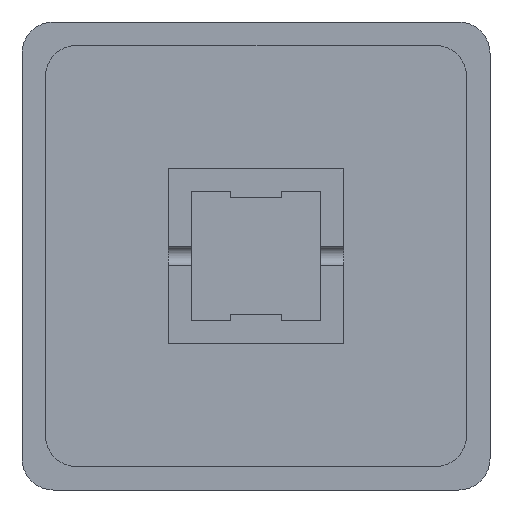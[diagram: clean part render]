
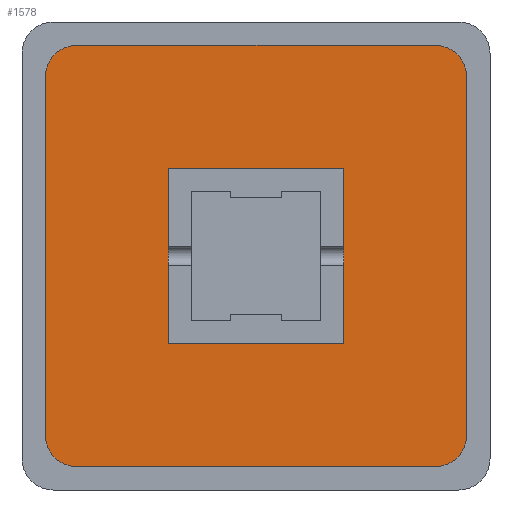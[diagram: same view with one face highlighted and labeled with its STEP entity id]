
A CAD part, front view. The second image highlights one B-rep face of the part: STEP entity #1578.
In plain terms, the highlighted planar face has unit normal (0, -1, 0).
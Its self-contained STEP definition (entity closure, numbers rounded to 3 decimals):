
#73 = CARTESIAN_POINT ( 'NONE',  ( -4.6, 2.9, -5.4 ) ) ;
#96 = VECTOR ( 'NONE', #748, 1000. ) ;
#99 = ORIENTED_EDGE ( 'NONE', *, *, #1629, .T. ) ;
#115 = VERTEX_POINT ( 'NONE', #1260 ) ;
#147 = VECTOR ( 'NONE', #1694, 1000. ) ;
#163 = AXIS2_PLACEMENT_3D ( 'NONE', #351, #579, #433 ) ;
#186 = EDGE_CURVE ( 'NONE', #444, #809, #203, .T. ) ;
#203 = LINE ( 'NONE', #610, #204 ) ;
#204 = VECTOR ( 'NONE', #985, 1000. ) ;
#234 = VECTOR ( 'NONE', #443, 1000. ) ;
#259 = LINE ( 'NONE', #913, #1409 ) ;
#284 = CARTESIAN_POINT ( 'NONE',  ( 4.6, 2.9, -5.4 ) ) ;
#296 = VERTEX_POINT ( 'NONE', #1449 ) ;
#324 = AXIS2_PLACEMENT_3D ( 'NONE', #1062, #436, #556 ) ;
#326 = DIRECTION ( 'NONE',  ( 0., 0., -1. ) ) ;
#329 = EDGE_CURVE ( 'NONE', #839, #470, #368, .T. ) ;
#347 = LINE ( 'NONE', #73, #96 ) ;
#351 = CARTESIAN_POINT ( 'NONE',  ( 4.6, 2.9, -4.6 ) ) ;
#368 = LINE ( 'NONE', #907, #147 ) ;
#406 = CARTESIAN_POINT ( 'NONE',  ( -2.25, 2.9, -2.25 ) ) ;
#410 = CARTESIAN_POINT ( 'NONE',  ( 5.4, 2.9, 4.6 ) ) ;
#416 = CARTESIAN_POINT ( 'NONE',  ( -2.25, 2.9, 2.25 ) ) ;
#417 = VECTOR ( 'NONE', #1582, 1000. ) ;
#421 = EDGE_CURVE ( 'NONE', #1158, #1688, #1056, .T. ) ;
#427 = CARTESIAN_POINT ( 'NONE',  ( -2.25, 2.9, -2.25 ) ) ;
#433 = DIRECTION ( 'NONE',  ( 0., 0., -1. ) ) ;
#436 = DIRECTION ( 'NONE',  ( 0., -1., 0. ) ) ;
#443 = DIRECTION ( 'NONE',  ( 0., 0., -1. ) ) ;
#444 = VERTEX_POINT ( 'NONE', #550 ) ;
#457 = FACE_OUTER_BOUND ( 'NONE', #477, .T. ) ;
#470 = VERTEX_POINT ( 'NONE', #406 ) ;
#472 = CARTESIAN_POINT ( 'NONE',  ( -4.6, 2.9, -4.6 ) ) ;
#477 = EDGE_LOOP ( 'NONE', ( #1698, #655, #1696, #1285, #547, #1482, #99, #1515 ) ) ;
#485 = EDGE_CURVE ( 'NONE', #809, #1158, #1338, .T. ) ;
#547 = ORIENTED_EDGE ( 'NONE', *, *, #1171, .T. ) ;
#550 = CARTESIAN_POINT ( 'NONE',  ( 5.4, 2.9, -4.6 ) ) ;
#556 = DIRECTION ( 'NONE',  ( 0., 0., 1. ) ) ;
#579 = DIRECTION ( 'NONE',  ( 0., -1., 0. ) ) ;
#596 = VERTEX_POINT ( 'NONE', #1248 ) ;
#610 = CARTESIAN_POINT ( 'NONE',  ( 5.4, 2.9, -4.6 ) ) ;
#638 = EDGE_CURVE ( 'NONE', #296, #1006, #871, .T. ) ;
#655 = ORIENTED_EDGE ( 'NONE', *, *, #186, .T. ) ;
#736 = EDGE_LOOP ( 'NONE', ( #1563, #882, #881, #1689 ) ) ;
#742 = AXIS2_PLACEMENT_3D ( 'NONE', #1519, #1394, #326 ) ;
#746 = VECTOR ( 'NONE', #984, 1000. ) ;
#748 = DIRECTION ( 'NONE',  ( 1., 0., 0. ) ) ;
#749 = DIRECTION ( 'NONE',  ( 0., -1., 0. ) ) ;
#772 = EDGE_CURVE ( 'NONE', #1307, #115, #1374, .T. ) ;
#797 = VECTOR ( 'NONE', #1625, 1000. ) ;
#809 = VERTEX_POINT ( 'NONE', #410 ) ;
#813 = AXIS2_PLACEMENT_3D ( 'NONE', #1071, #1601, #1213 ) ;
#832 = CARTESIAN_POINT ( 'NONE',  ( -4.6, 2.9, 5.4 ) ) ;
#839 = VERTEX_POINT ( 'NONE', #416 ) ;
#847 = CARTESIAN_POINT ( 'NONE',  ( -5.4, 2.9, -4.6 ) ) ;
#871 = LINE ( 'NONE', #1107, #797 ) ;
#881 = ORIENTED_EDGE ( 'NONE', *, *, #1499, .F. ) ;
#882 = ORIENTED_EDGE ( 'NONE', *, *, #638, .F. ) ;
#896 = EDGE_CURVE ( 'NONE', #596, #1392, #347, .T. ) ;
#907 = CARTESIAN_POINT ( 'NONE',  ( -2.25, 2.9, -2.25 ) ) ;
#913 = CARTESIAN_POINT ( 'NONE',  ( -2.25, 2.9, 2.25 ) ) ;
#984 = DIRECTION ( 'NONE',  ( 1., 0., 0. ) ) ;
#985 = DIRECTION ( 'NONE',  ( 0., 0., 1. ) ) ;
#990 = FACE_BOUND ( 'NONE', #736, .T. ) ;
#1006 = VERTEX_POINT ( 'NONE', #1545 ) ;
#1008 = DIRECTION ( 'NONE',  ( 0., 0., 1. ) ) ;
#1046 = DIRECTION ( 'NONE',  ( -1., 0., 0. ) ) ;
#1056 = LINE ( 'NONE', #832, #417 ) ;
#1062 = CARTESIAN_POINT ( 'NONE',  ( -4.6, 2.9, 4.6 ) ) ;
#1071 = CARTESIAN_POINT ( 'NONE',  ( 4.6, 2.9, 4.6 ) ) ;
#1099 = CIRCLE ( 'NONE', #324, 0.8 ) ;
#1107 = CARTESIAN_POINT ( 'NONE',  ( 2.25, 2.9, -2.25 ) ) ;
#1120 = EDGE_CURVE ( 'NONE', #1006, #839, #259, .T. ) ;
#1158 = VERTEX_POINT ( 'NONE', #1222 ) ;
#1171 = EDGE_CURVE ( 'NONE', #1688, #1307, #1099, .T. ) ;
#1213 = DIRECTION ( 'NONE',  ( 0., 0., 1. ) ) ;
#1222 = CARTESIAN_POINT ( 'NONE',  ( 4.6, 2.9, 5.4 ) ) ;
#1230 = EDGE_CURVE ( 'NONE', #1392, #444, #1678, .T. ) ;
#1248 = CARTESIAN_POINT ( 'NONE',  ( -4.6, 2.9, -5.4 ) ) ;
#1258 = PLANE ( 'NONE',  #742 ) ;
#1260 = CARTESIAN_POINT ( 'NONE',  ( -5.4, 2.9, -4.6 ) ) ;
#1285 = ORIENTED_EDGE ( 'NONE', *, *, #421, .T. ) ;
#1307 = VERTEX_POINT ( 'NONE', #1451 ) ;
#1317 = CARTESIAN_POINT ( 'NONE',  ( -4.6, 2.9, 5.4 ) ) ;
#1338 = CIRCLE ( 'NONE', #813, 0.8 ) ;
#1344 = LINE ( 'NONE', #427, #746 ) ;
#1374 = LINE ( 'NONE', #847, #234 ) ;
#1392 = VERTEX_POINT ( 'NONE', #284 ) ;
#1394 = DIRECTION ( 'NONE',  ( 0., -1., 0. ) ) ;
#1402 = CIRCLE ( 'NONE', #1435, 0.8 ) ;
#1409 = VECTOR ( 'NONE', #1046, 1000. ) ;
#1435 = AXIS2_PLACEMENT_3D ( 'NONE', #472, #749, #1008 ) ;
#1449 = CARTESIAN_POINT ( 'NONE',  ( 2.25, 2.9, -2.25 ) ) ;
#1451 = CARTESIAN_POINT ( 'NONE',  ( -5.4, 2.9, 4.6 ) ) ;
#1482 = ORIENTED_EDGE ( 'NONE', *, *, #772, .T. ) ;
#1499 = EDGE_CURVE ( 'NONE', #470, #296, #1344, .T. ) ;
#1515 = ORIENTED_EDGE ( 'NONE', *, *, #896, .T. ) ;
#1519 = CARTESIAN_POINT ( 'NONE',  ( 4.6, 2.9, -4.6 ) ) ;
#1545 = CARTESIAN_POINT ( 'NONE',  ( 2.25, 2.9, 2.25 ) ) ;
#1563 = ORIENTED_EDGE ( 'NONE', *, *, #1120, .F. ) ;
#1578 = ADVANCED_FACE ( 'NONE', ( #457, #990 ), #1258, .T. ) ;
#1582 = DIRECTION ( 'NONE',  ( -1., 0., 0. ) ) ;
#1601 = DIRECTION ( 'NONE',  ( 0., -1., 0. ) ) ;
#1625 = DIRECTION ( 'NONE',  ( 0., 0., 1. ) ) ;
#1629 = EDGE_CURVE ( 'NONE', #115, #596, #1402, .T. ) ;
#1678 = CIRCLE ( 'NONE', #163, 0.8 ) ;
#1688 = VERTEX_POINT ( 'NONE', #1317 ) ;
#1689 = ORIENTED_EDGE ( 'NONE', *, *, #329, .F. ) ;
#1694 = DIRECTION ( 'NONE',  ( 0., 0., -1. ) ) ;
#1696 = ORIENTED_EDGE ( 'NONE', *, *, #485, .T. ) ;
#1698 = ORIENTED_EDGE ( 'NONE', *, *, #1230, .T. ) ;
